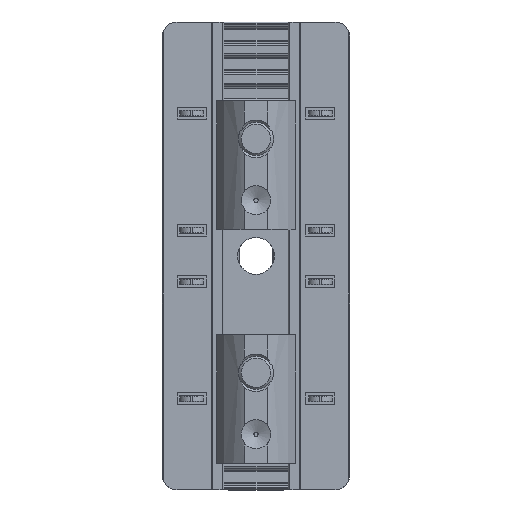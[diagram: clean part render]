
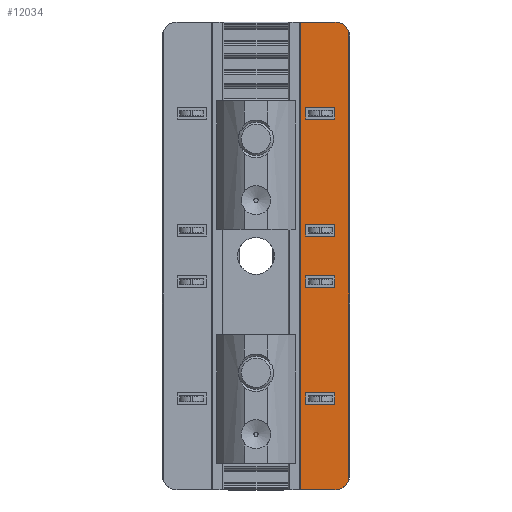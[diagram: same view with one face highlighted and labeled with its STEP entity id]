
A CAD part, top view. The second image highlights one B-rep face of the part: STEP entity #12034.
In plain terms, the highlighted planar face has unit normal (0, 0, 1).
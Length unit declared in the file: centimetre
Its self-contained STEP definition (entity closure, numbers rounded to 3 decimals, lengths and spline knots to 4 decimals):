
#237=FACE_BOUND('',#3808,.T.);
#238=FACE_BOUND('',#3809,.T.);
#239=FACE_BOUND('',#3810,.T.);
#240=FACE_BOUND('',#3811,.T.);
#498=PLANE('',#13006);
#1263=LINE('',#19677,#2260);
#1297=LINE('',#19774,#2294);
#1456=LINE('',#20254,#2453);
#1457=LINE('',#20256,#2454);
#1458=LINE('',#20259,#2455);
#1459=LINE('',#20261,#2456);
#1460=LINE('',#20263,#2457);
#1461=LINE('',#20264,#2458);
#1462=LINE('',#20267,#2459);
#1463=LINE('',#20269,#2460);
#1464=LINE('',#20271,#2461);
#1465=LINE('',#20272,#2462);
#1466=LINE('',#20275,#2463);
#1467=LINE('',#20277,#2464);
#1468=LINE('',#20279,#2465);
#1469=LINE('',#20280,#2466);
#1470=LINE('',#20283,#2467);
#1471=LINE('',#20285,#2468);
#1472=LINE('',#20287,#2469);
#1473=LINE('',#20288,#2470);
#2260=VECTOR('',#15272,100.);
#2294=VECTOR('',#15328,100.);
#2453=VECTOR('',#15747,100.);
#2454=VECTOR('',#15750,100.);
#2455=VECTOR('',#15751,100.);
#2456=VECTOR('',#15752,100.);
#2457=VECTOR('',#15753,100.);
#2458=VECTOR('',#15754,100.);
#2459=VECTOR('',#15755,100.);
#2460=VECTOR('',#15756,100.);
#2461=VECTOR('',#15757,100.);
#2462=VECTOR('',#15758,100.);
#2463=VECTOR('',#15759,100.);
#2464=VECTOR('',#15760,100.);
#2465=VECTOR('',#15761,100.);
#2466=VECTOR('',#15762,100.);
#2467=VECTOR('',#15763,100.);
#2468=VECTOR('',#15764,100.);
#2469=VECTOR('',#15765,100.);
#2470=VECTOR('',#15766,100.);
#3130=FACE_OUTER_BOUND('',#3807,.T.);
#3807=EDGE_LOOP('',(#9642,#9643,#9644,#9645,#9646,#9647));
#3808=EDGE_LOOP('',(#9648,#9649,#9650,#9651));
#3809=EDGE_LOOP('',(#9652,#9653,#9654,#9655));
#3810=EDGE_LOOP('',(#9656,#9657,#9658,#9659));
#3811=EDGE_LOOP('',(#9660,#9661,#9662,#9663));
#4509=CIRCLE('',#13007,0.25);
#4510=CIRCLE('',#13008,0.25);
#5550=VERTEX_POINT('',#19674);
#5551=VERTEX_POINT('',#19676);
#5594=VERTEX_POINT('',#19771);
#5595=VERTEX_POINT('',#19773);
#5777=VERTEX_POINT('',#20251);
#5778=VERTEX_POINT('',#20253);
#5779=VERTEX_POINT('',#20257);
#5780=VERTEX_POINT('',#20258);
#5781=VERTEX_POINT('',#20260);
#5782=VERTEX_POINT('',#20262);
#5783=VERTEX_POINT('',#20265);
#5784=VERTEX_POINT('',#20266);
#5785=VERTEX_POINT('',#20268);
#5786=VERTEX_POINT('',#20270);
#5787=VERTEX_POINT('',#20273);
#5788=VERTEX_POINT('',#20274);
#5789=VERTEX_POINT('',#20276);
#5790=VERTEX_POINT('',#20278);
#5791=VERTEX_POINT('',#20281);
#5792=VERTEX_POINT('',#20282);
#5793=VERTEX_POINT('',#20284);
#5794=VERTEX_POINT('',#20286);
#6883=EDGE_CURVE('',#5550,#5551,#1263,.T.);
#6927=EDGE_CURVE('',#5595,#5594,#1297,.T.);
#7168=EDGE_CURVE('',#5594,#5777,#4509,.T.);
#7169=EDGE_CURVE('',#5777,#5778,#1456,.T.);
#7170=EDGE_CURVE('',#5778,#5551,#4510,.T.);
#7171=EDGE_CURVE('',#5550,#5595,#1457,.T.);
#7172=EDGE_CURVE('',#5779,#5780,#1458,.T.);
#7173=EDGE_CURVE('',#5781,#5779,#1459,.T.);
#7174=EDGE_CURVE('',#5782,#5781,#1460,.T.);
#7175=EDGE_CURVE('',#5780,#5782,#1461,.T.);
#7176=EDGE_CURVE('',#5783,#5784,#1462,.T.);
#7177=EDGE_CURVE('',#5784,#5785,#1463,.T.);
#7178=EDGE_CURVE('',#5785,#5786,#1464,.T.);
#7179=EDGE_CURVE('',#5786,#5783,#1465,.T.);
#7180=EDGE_CURVE('',#5787,#5788,#1466,.T.);
#7181=EDGE_CURVE('',#5788,#5789,#1467,.T.);
#7182=EDGE_CURVE('',#5789,#5790,#1468,.T.);
#7183=EDGE_CURVE('',#5790,#5787,#1469,.T.);
#7184=EDGE_CURVE('',#5791,#5792,#1470,.T.);
#7185=EDGE_CURVE('',#5792,#5793,#1471,.T.);
#7186=EDGE_CURVE('',#5793,#5794,#1472,.T.);
#7187=EDGE_CURVE('',#5794,#5791,#1473,.T.);
#9642=ORIENTED_EDGE('',*,*,#6927,.T.);
#9643=ORIENTED_EDGE('',*,*,#7168,.T.);
#9644=ORIENTED_EDGE('',*,*,#7169,.T.);
#9645=ORIENTED_EDGE('',*,*,#7170,.T.);
#9646=ORIENTED_EDGE('',*,*,#6883,.F.);
#9647=ORIENTED_EDGE('',*,*,#7171,.T.);
#9648=ORIENTED_EDGE('',*,*,#7172,.F.);
#9649=ORIENTED_EDGE('',*,*,#7173,.F.);
#9650=ORIENTED_EDGE('',*,*,#7174,.F.);
#9651=ORIENTED_EDGE('',*,*,#7175,.F.);
#9652=ORIENTED_EDGE('',*,*,#7176,.T.);
#9653=ORIENTED_EDGE('',*,*,#7177,.T.);
#9654=ORIENTED_EDGE('',*,*,#7178,.T.);
#9655=ORIENTED_EDGE('',*,*,#7179,.T.);
#9656=ORIENTED_EDGE('',*,*,#7180,.T.);
#9657=ORIENTED_EDGE('',*,*,#7181,.T.);
#9658=ORIENTED_EDGE('',*,*,#7182,.T.);
#9659=ORIENTED_EDGE('',*,*,#7183,.T.);
#9660=ORIENTED_EDGE('',*,*,#7184,.T.);
#9661=ORIENTED_EDGE('',*,*,#7185,.T.);
#9662=ORIENTED_EDGE('',*,*,#7186,.T.);
#9663=ORIENTED_EDGE('',*,*,#7187,.T.);
#12034=ADVANCED_FACE('',(#3130,#237,#238,#239,#240),#498,.F.);
#13006=AXIS2_PLACEMENT_3D('',#20250,#15743,#15744);
#13007=AXIS2_PLACEMENT_3D('',#20252,#15745,#15746);
#13008=AXIS2_PLACEMENT_3D('',#20255,#15748,#15749);
#15272=DIRECTION('',(1.,0.,0.));
#15328=DIRECTION('',(1.,0.,0.));
#15743=DIRECTION('center_axis',(0.,0.,
-1.));
#15744=DIRECTION('ref_axis',(-1.,0.,0.));
#15745=DIRECTION('center_axis',(0.,0.,
1.));
#15746=DIRECTION('ref_axis',(0.,1.,0.));
#15747=DIRECTION('',(0.,1.,0.));
#15748=DIRECTION('center_axis',(0.,0.,
1.));
#15749=DIRECTION('ref_axis',(0.,1.,0.));
#15750=DIRECTION('',(0.,-1.,0.));
#15751=DIRECTION('',(0.,-1.,0.));
#15752=DIRECTION('',(-1.,0.,0.));
#15753=DIRECTION('',(0.,1.,0.));
#15754=DIRECTION('',(1.,0.,0.));
#15755=DIRECTION('',(0.,1.,0.));
#15756=DIRECTION('',(1.,0.,0.));
#15757=DIRECTION('',(0.,-1.,0.));
#15758=DIRECTION('',(-1.,0.,0.));
#15759=DIRECTION('',(0.,1.,0.));
#15760=DIRECTION('',(1.,0.,0.));
#15761=DIRECTION('',(0.,-1.,0.));
#15762=DIRECTION('',(-1.,0.,0.));
#15763=DIRECTION('',(0.,1.,0.));
#15764=DIRECTION('',(1.,0.,0.));
#15765=DIRECTION('',(0.,-1.,0.));
#15766=DIRECTION('',(-1.,0.,0.));
#19674=CARTESIAN_POINT('',(0.76,4.,0.27));
#19676=CARTESIAN_POINT('',(1.35,4.,0.27));
#19677=CARTESIAN_POINT('',(0.,4.,0.27));
#19771=CARTESIAN_POINT('',(1.35,-4.,0.27));
#19773=CARTESIAN_POINT('',(0.76,-4.,0.27));
#19774=CARTESIAN_POINT('',(0.75,-4.,0.27));
#20250=CARTESIAN_POINT('Origin',(0.75,4.,0.27));
#20251=CARTESIAN_POINT('',(1.59,-3.82,0.27));
#20252=CARTESIAN_POINT('Origin',(1.35,-3.75,0.27));
#20253=CARTESIAN_POINT('',(1.59,3.82,0.27));
#20254=CARTESIAN_POINT('',(1.59,4.,0.27));
#20255=CARTESIAN_POINT('Origin',(1.35,3.75,0.27));
#20256=CARTESIAN_POINT('',(0.76,-4.,0.27));
#20257=CARTESIAN_POINT('',(0.85,0.54,0.27));
#20258=CARTESIAN_POINT('',(0.85,0.34,0.27));
#20259=CARTESIAN_POINT('',(0.85,0.54,0.27));
#20260=CARTESIAN_POINT('',(1.35,0.54,0.27));
#20261=CARTESIAN_POINT('',(1.35,0.54,0.27));
#20262=CARTESIAN_POINT('',(1.35,0.34,0.27));
#20263=CARTESIAN_POINT('',(1.35,0.34,0.27));
#20264=CARTESIAN_POINT('',(0.85,0.34,0.27));
#20265=CARTESIAN_POINT('',(0.85,-0.54,0.27));
#20266=CARTESIAN_POINT('',(0.85,-0.34,0.27));
#20267=CARTESIAN_POINT('',(0.85,4.,0.27));
#20268=CARTESIAN_POINT('',(1.35,-0.34,0.27));
#20269=CARTESIAN_POINT('',(0.75,-0.34,0.27));
#20270=CARTESIAN_POINT('',(1.35,-0.54,0.27));
#20271=CARTESIAN_POINT('',(1.35,4.,0.27));
#20272=CARTESIAN_POINT('',(0.75,-0.54,0.27));
#20273=CARTESIAN_POINT('',(0.85,2.34,0.27));
#20274=CARTESIAN_POINT('',(0.85,2.54,0.27));
#20275=CARTESIAN_POINT('',(0.85,4.,0.27));
#20276=CARTESIAN_POINT('',(1.35,2.54,0.27));
#20277=CARTESIAN_POINT('',(0.75,2.54,0.27));
#20278=CARTESIAN_POINT('',(1.35,2.34,0.27));
#20279=CARTESIAN_POINT('',(1.35,4.,0.27));
#20280=CARTESIAN_POINT('',(0.75,2.34,0.27));
#20281=CARTESIAN_POINT('',(0.85,-2.54,0.27));
#20282=CARTESIAN_POINT('',(0.85,-2.34,0.27));
#20283=CARTESIAN_POINT('',(0.85,4.,0.27));
#20284=CARTESIAN_POINT('',(1.35,-2.34,0.27));
#20285=CARTESIAN_POINT('',(0.75,-2.34,0.27));
#20286=CARTESIAN_POINT('',(1.35,-2.54,0.27));
#20287=CARTESIAN_POINT('',(1.35,4.,0.27));
#20288=CARTESIAN_POINT('',(0.75,-2.54,0.27));
